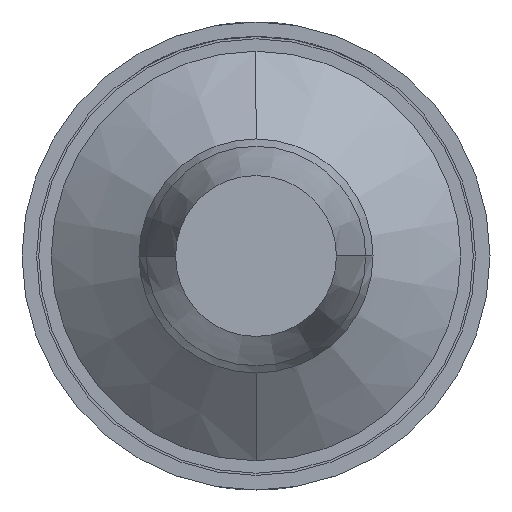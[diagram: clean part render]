
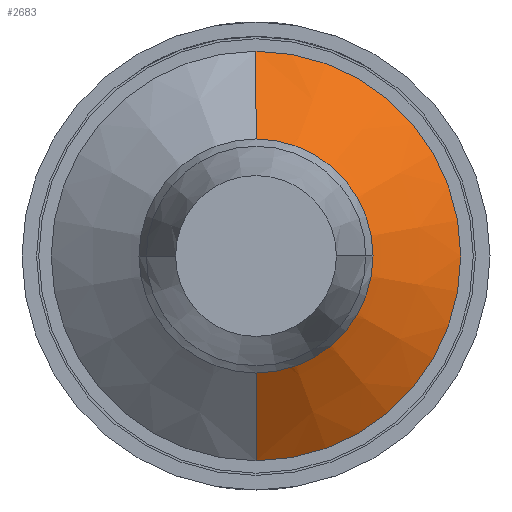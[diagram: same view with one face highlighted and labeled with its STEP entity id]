
A CAD part, front view. The second image highlights one B-rep face of the part: STEP entity #2683.
In plain terms, the highlighted conical face has half-angle 53.13 degrees and reference radius 0.6 mm.
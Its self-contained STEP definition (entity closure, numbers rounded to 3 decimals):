
#348 = VERTEX_POINT ( 'NONE', #5153 ) ;
#455 = AXIS2_PLACEMENT_3D ( 'NONE', #729, #4410, #1246 ) ;
#583 = CARTESIAN_POINT ( 'NONE',  ( 0., -10.6, 1.4 ) ) ;
#605 = CONICAL_SURFACE ( 'NONE', #5874, 0.6, 0.927 ) ;
#729 = CARTESIAN_POINT ( 'NONE',  ( 0., -11.2, 0. ) ) ;
#1246 = DIRECTION ( 'NONE',  ( 0., 0., -1. ) ) ;
#1521 = DIRECTION ( 'NONE',  ( 0., 0.6, 0.8 ) ) ;
#1574 = CARTESIAN_POINT ( 'NONE',  ( 0., -11.2, 0.6 ) ) ;
#2021 = VERTEX_POINT ( 'NONE', #2142 ) ;
#2142 = CARTESIAN_POINT ( 'NONE',  ( 0., -10.6, -1.4 ) ) ;
#2228 = VERTEX_POINT ( 'NONE', #5353 ) ;
#2308 = LINE ( 'NONE', #1574, #6418 ) ;
#2456 = AXIS2_PLACEMENT_3D ( 'NONE', #4512, #3433, #5543 ) ;
#2583 = EDGE_CURVE ( 'NONE', #348, #2647, #2308, .T. ) ;
#2647 = VERTEX_POINT ( 'NONE', #583 ) ;
#2683 = ADVANCED_FACE ( 'Defeature ausgef�hrt1_35', ( #3123 ), #605, .T. ) ;
#2800 = ORIENTED_EDGE ( 'NONE', *, *, #5773, .T. ) ;
#3123 = FACE_OUTER_BOUND ( 'NONE', #3988, .T. ) ;
#3305 = ORIENTED_EDGE ( 'NONE', *, *, #5323, .F. ) ;
#3368 = DIRECTION ( 'NONE',  ( 0., 0., -1. ) ) ;
#3433 = DIRECTION ( 'NONE',  ( 0., 1., 0. ) ) ;
#3850 = VECTOR ( 'NONE', #6332, 1000. ) ;
#3988 = EDGE_LOOP ( 'NONE', ( #5539, #6400, #2800, #3305 ) ) ;
#4410 = DIRECTION ( 'NONE',  ( 0., 1., 0. ) ) ;
#4512 = CARTESIAN_POINT ( 'NONE',  ( 0., -10.6, 0. ) ) ;
#4972 = CARTESIAN_POINT ( 'NONE',  ( 0., -11.2, 0. ) ) ;
#5086 = CARTESIAN_POINT ( 'NONE',  ( 0., -11.2, -0.6 ) ) ;
#5125 = CIRCLE ( 'NONE', #455, 0.6 ) ;
#5153 = CARTESIAN_POINT ( 'NONE',  ( 0., -11.2, 0.6 ) ) ;
#5323 = EDGE_CURVE ( 'Defeature ausgef�hrt1_36+Defeature ausgef�hrt1_35+Defeature ausgef�hrt1_35+Defeature ausgef�hrt1_35', #2647, #2021, #5956, .T. ) ;
#5353 = CARTESIAN_POINT ( 'NONE',  ( 0., -11.2, -0.6 ) ) ;
#5494 = DIRECTION ( 'NONE',  ( 0., 1., 0. ) ) ;
#5539 = ORIENTED_EDGE ( 'NONE', *, *, #2583, .F. ) ;
#5540 = EDGE_CURVE ( 'Defeature ausgef�hrt1_35+Defeature ausgef�hrt1_34+Defeature ausgef�hrt1_34+Defeature ausgef�hrt1_34', #348, #2228, #5125, .T. ) ;
#5543 = DIRECTION ( 'NONE',  ( 0., 0., -1. ) ) ;
#5773 = EDGE_CURVE ( 'NONE', #2228, #2021, #6824, .T. ) ;
#5874 = AXIS2_PLACEMENT_3D ( 'NONE', #4972, #5494, #3368 ) ;
#5956 = CIRCLE ( 'NONE', #2456, 1.4 ) ;
#6332 = DIRECTION ( 'NONE',  ( 0., 0.6, -0.8 ) ) ;
#6400 = ORIENTED_EDGE ( 'NONE', *, *, #5540, .T. ) ;
#6418 = VECTOR ( 'NONE', #1521, 1000. ) ;
#6824 = LINE ( 'NONE', #5086, #3850 ) ;
